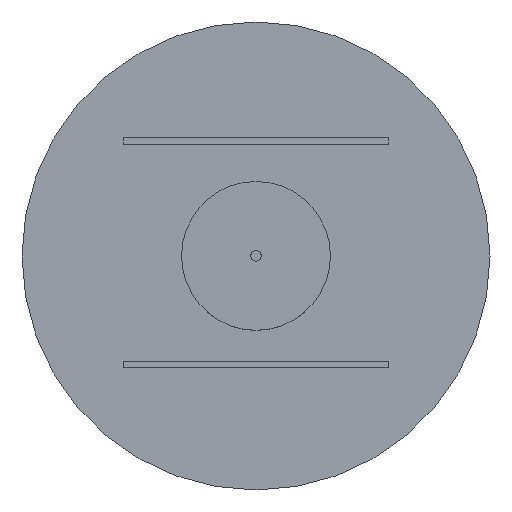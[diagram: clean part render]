
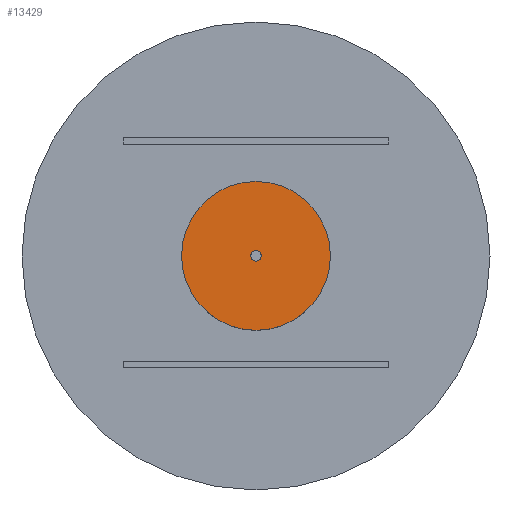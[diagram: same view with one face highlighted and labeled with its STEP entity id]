
A CAD part, top view. The second image highlights one B-rep face of the part: STEP entity #13429.
In plain terms, the highlighted planar face has unit normal (0, 0, 1).
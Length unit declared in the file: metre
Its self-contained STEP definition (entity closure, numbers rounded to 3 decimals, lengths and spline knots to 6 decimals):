
#12834 = CYLINDRICAL_SURFACE('',#12835,700.);
#12835 = AXIS2_PLACEMENT_3D('',#12836,#12837,#12838);
#12836 = CARTESIAN_POINT('',(0.,0.,5000.));
#12837 = DIRECTION('',(0.,0.,1.));
#12838 = DIRECTION('',(1.,0.,0.));
#13171 = VERTEX_POINT('',#13172);
#13172 = CARTESIAN_POINT('',(700.,0.,7500.));
#13193 = EDGE_CURVE('',#13171,#13171,#13194,.T.);
#13194 = SURFACE_CURVE('',#13195,(#13200,#13207),.PCURVE_S1.);
#13195 = CIRCLE('',#13196,700.);
#13196 = AXIS2_PLACEMENT_3D('',#13197,#13198,#13199);
#13197 = CARTESIAN_POINT('',(0.,0.,7500.));
#13198 = DIRECTION('',(0.,0.,1.));
#13199 = DIRECTION('',(1.,0.,0.));
#13200 = PCURVE('',#12834,#13201);
#13201 = DEFINITIONAL_REPRESENTATION('',(#13202),#13206);
#13202 = LINE('',#13203,#13204);
#13203 = CARTESIAN_POINT('',(0.,2500.));
#13204 = VECTOR('',#13205,1.);
#13205 = DIRECTION('',(1.,0.));
#13206 = ( GEOMETRIC_REPRESENTATION_CONTEXT(2) 
PARAMETRIC_REPRESENTATION_CONTEXT() REPRESENTATION_CONTEXT('2D SPACE',''
  ) );
#13207 = PCURVE('',#13208,#13213);
#13208 = PLANE('',#13209);
#13209 = AXIS2_PLACEMENT_3D('',#13210,#13211,#13212);
#13210 = CARTESIAN_POINT('',(0.,0.,7500.));
#13211 = DIRECTION('',(0.,0.,1.));
#13212 = DIRECTION('',(1.,0.,0.));
#13213 = DEFINITIONAL_REPRESENTATION('',(#13214),#13218);
#13214 = CIRCLE('',#13215,700.);
#13215 = AXIS2_PLACEMENT_2D('',#13216,#13217);
#13216 = CARTESIAN_POINT('',(0.,0.));
#13217 = DIRECTION('',(1.,0.));
#13218 = ( GEOMETRIC_REPRESENTATION_CONTEXT(2) 
PARAMETRIC_REPRESENTATION_CONTEXT() REPRESENTATION_CONTEXT('2D SPACE',''
  ) );
#13429 = ADVANCED_FACE('',(#13430,#13433),#13208,.T.);
#13430 = FACE_BOUND('',#13431,.T.);
#13431 = EDGE_LOOP('',(#13432));
#13432 = ORIENTED_EDGE('',*,*,#13193,.T.);
#13433 = FACE_BOUND('',#13434,.T.);
#13434 = EDGE_LOOP('',(#13435));
#13435 = ORIENTED_EDGE('',*,*,#13436,.F.);
#13436 = EDGE_CURVE('',#13437,#13437,#13439,.T.);
#13437 = VERTEX_POINT('',#13438);
#13438 = CARTESIAN_POINT('',(50.,0.,7500.));
#13439 = SURFACE_CURVE('',#13440,(#13445,#13452),.PCURVE_S1.);
#13440 = CIRCLE('',#13441,50.);
#13441 = AXIS2_PLACEMENT_3D('',#13442,#13443,#13444);
#13442 = CARTESIAN_POINT('',(0.,0.,7500.));
#13443 = DIRECTION('',(0.,0.,1.));
#13444 = DIRECTION('',(1.,0.,0.));
#13445 = PCURVE('',#13208,#13446);
#13446 = DEFINITIONAL_REPRESENTATION('',(#13447),#13451);
#13447 = CIRCLE('',#13448,50.);
#13448 = AXIS2_PLACEMENT_2D('',#13449,#13450);
#13449 = CARTESIAN_POINT('',(0.,0.));
#13450 = DIRECTION('',(1.,0.));
#13451 = ( GEOMETRIC_REPRESENTATION_CONTEXT(2) 
PARAMETRIC_REPRESENTATION_CONTEXT() REPRESENTATION_CONTEXT('2D SPACE',''
  ) );
#13452 = PCURVE('',#13453,#13458);
#13453 = PLANE('',#13454);
#13454 = AXIS2_PLACEMENT_3D('',#13455,#13456,#13457);
#13455 = CARTESIAN_POINT('',(0.,0.,7500.));
#13456 = DIRECTION('',(0.,0.,1.));
#13457 = DIRECTION('',(1.,0.,0.));
#13458 = DEFINITIONAL_REPRESENTATION('',(#13459),#13463);
#13459 = CIRCLE('',#13460,50.);
#13460 = AXIS2_PLACEMENT_2D('',#13461,#13462);
#13461 = CARTESIAN_POINT('',(0.,0.));
#13462 = DIRECTION('',(1.,0.));
#13463 = ( GEOMETRIC_REPRESENTATION_CONTEXT(2) 
PARAMETRIC_REPRESENTATION_CONTEXT() REPRESENTATION_CONTEXT('2D SPACE',''
  ) );
